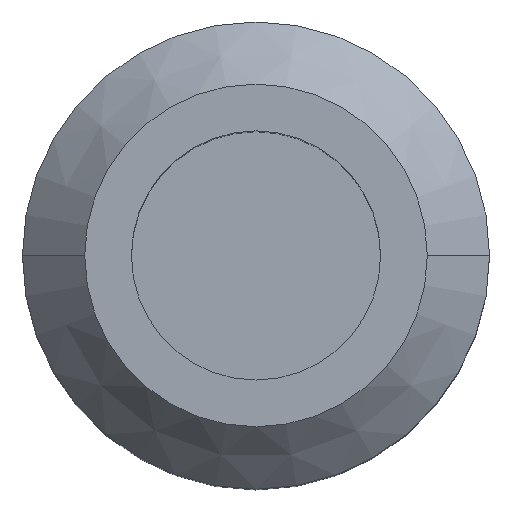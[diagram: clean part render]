
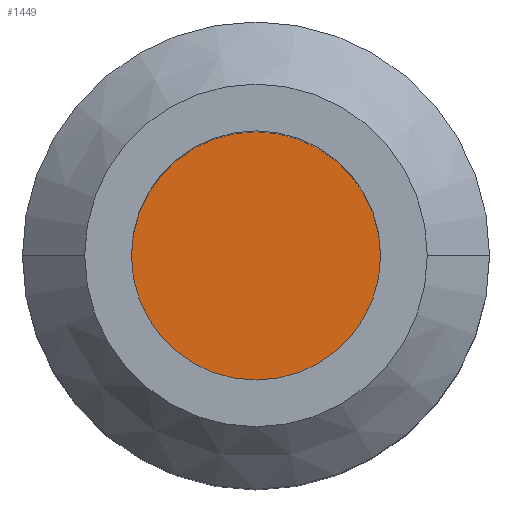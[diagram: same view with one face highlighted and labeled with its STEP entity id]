
A CAD part, top view. The second image highlights one B-rep face of the part: STEP entity #1449.
In plain terms, the highlighted planar face has unit normal (0, 0, 1).
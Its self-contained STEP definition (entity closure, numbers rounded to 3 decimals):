
#64 = DIRECTION ( 'NONE',  ( -1., 0., 0. ) ) ;
#310 = FACE_OUTER_BOUND ( 'NONE', #2328, .T. ) ;
#341 = CARTESIAN_POINT ( 'NONE',  ( 0., 0., 47. ) ) ;
#427 = CIRCLE ( 'NONE', #751, 16. ) ;
#507 = CIRCLE ( 'NONE', #552, 16. ) ;
#552 = AXIS2_PLACEMENT_3D ( 'NONE', #341, #2071, #2354 ) ;
#751 = AXIS2_PLACEMENT_3D ( 'NONE', #1323, #3090, #2589 ) ;
#845 = PLANE ( 'NONE',  #1904 ) ;
#1323 = CARTESIAN_POINT ( 'NONE',  ( 0., 0., 47. ) ) ;
#1420 = CARTESIAN_POINT ( 'NONE',  ( 16., 0., 47. ) ) ;
#1449 = ADVANCED_FACE ( 'NONE', ( #310 ), #845, .F. ) ;
#1826 = EDGE_CURVE ( 'NONE', #1869, #2534, #507, .T. ) ;
#1869 = VERTEX_POINT ( 'NONE', #2364 ) ;
#1904 = AXIS2_PLACEMENT_3D ( 'NONE', #2351, #2582, #64 ) ;
#2071 = DIRECTION ( 'NONE',  ( 0., 0., -1. ) ) ;
#2328 = EDGE_LOOP ( 'NONE', ( #2380, #2856 ) ) ;
#2351 = CARTESIAN_POINT ( 'NONE',  ( 0., 16., 47. ) ) ;
#2354 = DIRECTION ( 'NONE',  ( -1., 0., 0. ) ) ;
#2364 = CARTESIAN_POINT ( 'NONE',  ( -16., 0., 47. ) ) ;
#2380 = ORIENTED_EDGE ( 'NONE', *, *, #1826, .F. ) ;
#2534 = VERTEX_POINT ( 'NONE', #1420 ) ;
#2582 = DIRECTION ( 'NONE',  ( 0., 0., -1. ) ) ;
#2589 = DIRECTION ( 'NONE',  ( -1., 0., 0. ) ) ;
#2756 = EDGE_CURVE ( 'NONE', #2534, #1869, #427, .T. ) ;
#2856 = ORIENTED_EDGE ( 'NONE', *, *, #2756, .F. ) ;
#3090 = DIRECTION ( 'NONE',  ( 0., 0., -1. ) ) ;
